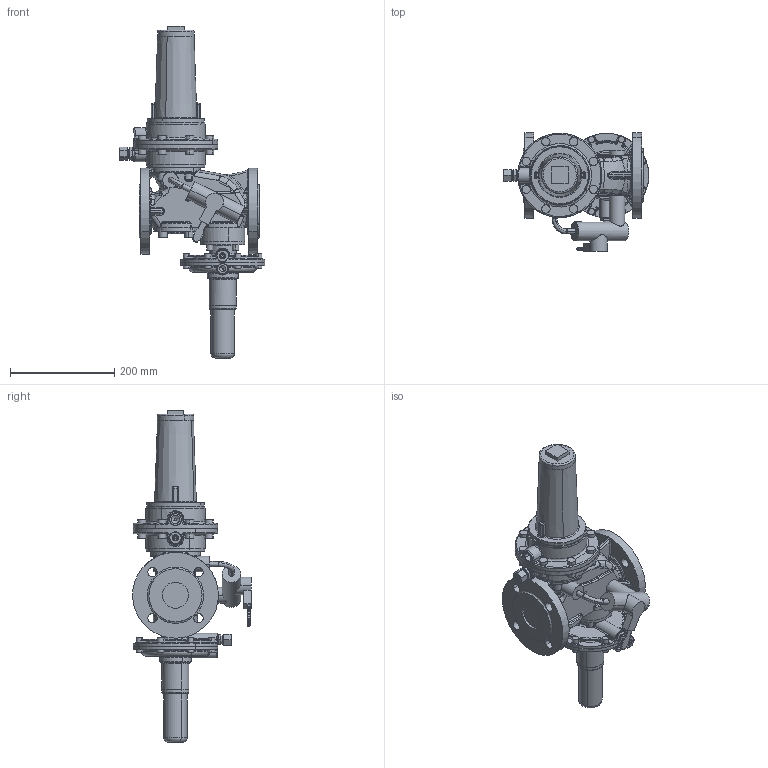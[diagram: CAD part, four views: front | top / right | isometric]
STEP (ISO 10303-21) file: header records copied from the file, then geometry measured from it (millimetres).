
FILE_DESCRIPTION(('CATIA V5 STEP'),'2;1');
FILE_NAME('RS 250 DN 050-160-links.stp','2014-03-28T09:05:15+00:00',('none'),('none'),'CATIA Version 5 Release 19 SP 9 (IN-10)','CATIA V5 STEP AP203 Edition 2','none');
FILE_SCHEMA(('AP203_CONFIGURATION_CONTROLLED_3D_DESIGN_OF_MECHANICAL_PARTS_AND_ASSEMBLIES_MIM_LF { 1 0 10303 403 2 1 2}'));
Products named in the file (1): Product1_AllCATPart
Bounding box: 279.8 x 228.48 x 638.06 mm (x, y, z)
Volume: 5508759.3 mm3; surface area: 432375 mm2
Topology: 1 solids, 25 shells, 1765 faces, 4283 edges, 2487 vertices
Faces by surface type: cylinder 639, torus 324, plane 312, bspline 283, cone 102, sphere 97, extrusion 6, revolution 2
Entity records: 75498 total; most frequent: CARTESIAN_POINT 40090, ORIENTED_EDGE 8292, DIRECTION 5243, EDGE_CURVE 4146, AXIS2_PLACEMENT_3D 2994, VERTEX_POINT 2487, EDGE_LOOP 1853, CIRCLE 1794
